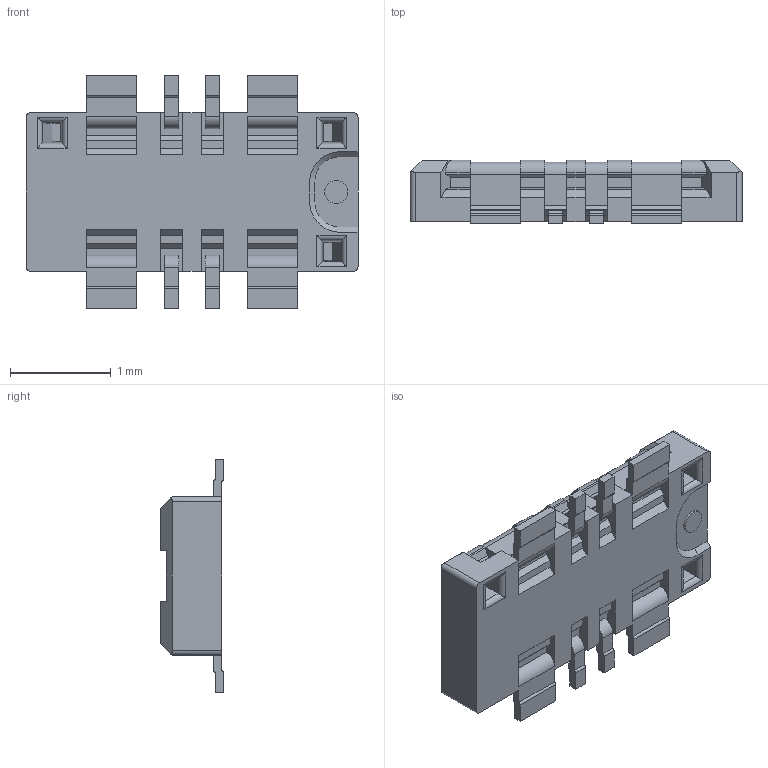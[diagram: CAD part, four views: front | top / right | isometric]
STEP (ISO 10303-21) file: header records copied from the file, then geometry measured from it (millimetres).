
FILE_DESCRIPTION((''),'2;1');
FILE_NAME('5050060812','2019-05-22T',('gga'),(''),'PRO/ENGINEER BY PARAMETRIC TECHNOLOGY CORPORATION, 2016010','PRO/ENGINEER BY PARAMETRIC TECHNOLOGY CORPORATION, 2016010','');
FILE_SCHEMA(('CONFIG_CONTROL_DESIGN'));
Length unit declared in the file: millimetre
Products named in the file (1): 5050060812
Bounding box: 3.3 x 0.63 x 2.32 mm (x, y, z)
Volume: 1.8 mm3; surface area: 23.7 mm2
Topology: 1 solids, 1 shells, 393 faces, 1070 edges, 692 vertices
Faces by surface type: plane 305, cylinder 86, cone 2
Entity records: 12252 total; most frequent: CARTESIAN_POINT 2295, ORIENTED_EDGE 2074, DIRECTION 1966, EDGE_CURVE 1037, VECTOR 898, LINE 898, VERTEX_POINT 658, AXIS2_PLACEMENT_3D 534
